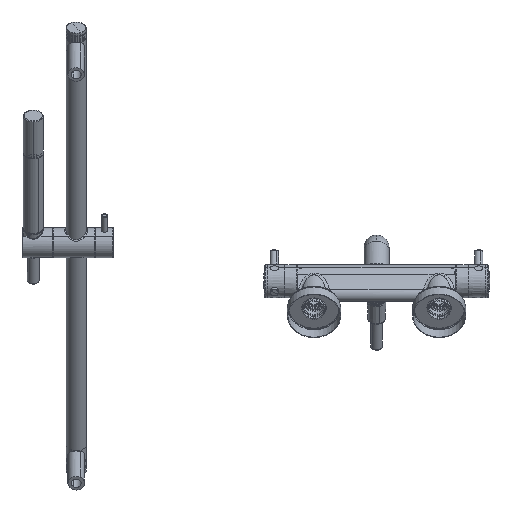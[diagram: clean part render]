
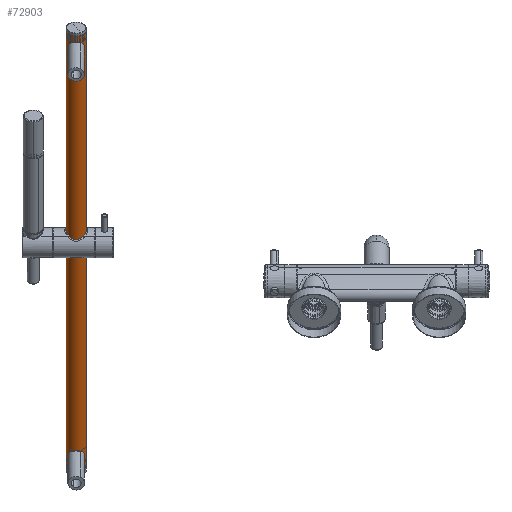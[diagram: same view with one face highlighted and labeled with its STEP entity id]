
A CAD part, isometric view. The second image highlights one B-rep face of the part: STEP entity #72903.
In plain terms, the highlighted cylindrical face has radius 12 mm (diameter 24 mm), a partial arc.
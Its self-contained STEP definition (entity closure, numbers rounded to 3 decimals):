
#72748=CARTESIAN_POINT('Axis2P3D Location',(0.,0.,160.5)) ;
#72753=CARTESIAN_POINT('Line Origine',(-12.,0.,160.5)) ;
#72757=CARTESIAN_POINT('Vertex',(-12.,0.,321.)) ;
#72759=CARTESIAN_POINT('Vertex',(-12.,0.,-321.)) ;
#72762=CARTESIAN_POINT('Axis2P3D Location',(0.,0.,-321.)) ;
#72766=CARTESIAN_POINT('Vertex',(12.,0.,-321.)) ;
#72769=CARTESIAN_POINT('Line Origine',(12.,0.,160.5)) ;
#72773=CARTESIAN_POINT('Vertex',(12.,0.,321.)) ;
#72776=CARTESIAN_POINT('Axis2P3D Location',(0.,0.,321.)) ;
#72787=CARTESIAN_POINT('Line Origine',(5.,-10.909,160.5)) ;
#72791=CARTESIAN_POINT('Vertex',(5.,-10.909,-297.75)) ;
#72793=CARTESIAN_POINT('Vertex',(5.,-10.909,-302.25)) ;
#72797=CARTESIAN_POINT('Control Point',(-5.,-10.909,-302.25)) ;
#72798=CARTESIAN_POINT('Control Point',(-5.,-10.909,-303.014)) ;
#72799=CARTESIAN_POINT('Control Point',(-4.854,-10.976,-303.777)) ;
#72800=CARTESIAN_POINT('Control Point',(-4.563,-11.109,-304.493)) ;
#72801=CARTESIAN_POINT('Control Point',(-3.677,-11.459,-305.875)) ;
#72802=CARTESIAN_POINT('Control Point',(-2.317,-11.814,-306.81)) ;
#72803=CARTESIAN_POINT('Control Point',(-1.475,-11.961,-307.155)) ;
#72804=CARTESIAN_POINT('Control Point',(0.391,-12.082,-307.447)) ;
#72805=CARTESIAN_POINT('Control Point',(2.194,-11.853,-306.896)) ;
#72806=CARTESIAN_POINT('Control Point',(3.022,-11.65,-306.396)) ;
#72807=CARTESIAN_POINT('Control Point',(4.118,-11.291,-305.335)) ;
#72808=CARTESIAN_POINT('Control Point',(4.752,-11.023,-303.956)) ;
#72809=CARTESIAN_POINT('Control Point',(4.917,-10.947,-303.4)) ;
#72810=CARTESIAN_POINT('Control Point',(5.,-10.909,-302.825)) ;
#72811=CARTESIAN_POINT('Control Point',(5.,-10.909,-302.25)) ;
#72812=CARTESIAN_POINT('Vertex',(-5.,-10.909,-302.25)) ;
#72815=CARTESIAN_POINT('Line Origine',(-5.,-10.909,160.5)) ;
#72819=CARTESIAN_POINT('Vertex',(-5.,-10.909,-297.75)) ;
#72823=CARTESIAN_POINT('Control Point',(5.,-10.909,-297.75)) ;
#72824=CARTESIAN_POINT('Control Point',(5.,-10.909,-296.986)) ;
#72825=CARTESIAN_POINT('Control Point',(4.854,-10.976,-296.223)) ;
#72826=CARTESIAN_POINT('Control Point',(4.563,-11.109,-295.507)) ;
#72827=CARTESIAN_POINT('Control Point',(3.677,-11.459,-294.125)) ;
#72828=CARTESIAN_POINT('Control Point',(2.317,-11.814,-293.19)) ;
#72829=CARTESIAN_POINT('Control Point',(1.475,-11.961,-292.845)) ;
#72830=CARTESIAN_POINT('Control Point',(-0.391,-12.082,-292.553)) ;
#72831=CARTESIAN_POINT('Control Point',(-2.194,-11.853,-293.104)) ;
#72832=CARTESIAN_POINT('Control Point',(-3.022,-11.65,-293.604)) ;
#72833=CARTESIAN_POINT('Control Point',(-4.118,-11.291,-294.665)) ;
#72834=CARTESIAN_POINT('Control Point',(-4.752,-11.023,-296.044)) ;
#72835=CARTESIAN_POINT('Control Point',(-4.917,-10.947,-296.6)) ;
#72836=CARTESIAN_POINT('Control Point',(-5.,-10.909,-297.175)) ;
#72837=CARTESIAN_POINT('Control Point',(-5.,-10.909,-297.75)) ;
#72845=CARTESIAN_POINT('Line Origine',(-5.,-10.909,160.5)) ;
#72849=CARTESIAN_POINT('Vertex',(-5.,-10.909,302.25)) ;
#72851=CARTESIAN_POINT('Vertex',(-5.,-10.909,297.75)) ;
#72855=CARTESIAN_POINT('Control Point',(-5.,-10.909,302.25)) ;
#72856=CARTESIAN_POINT('Control Point',(-5.,-10.909,303.014)) ;
#72857=CARTESIAN_POINT('Control Point',(-4.854,-10.976,303.777)) ;
#72858=CARTESIAN_POINT('Control Point',(-4.563,-11.109,304.493)) ;
#72859=CARTESIAN_POINT('Control Point',(-3.677,-11.459,305.875)) ;
#72860=CARTESIAN_POINT('Control Point',(-2.317,-11.814,306.81)) ;
#72861=CARTESIAN_POINT('Control Point',(-1.475,-11.961,307.155)) ;
#72862=CARTESIAN_POINT('Control Point',(0.391,-12.082,307.447)) ;
#72863=CARTESIAN_POINT('Control Point',(2.194,-11.853,306.896)) ;
#72864=CARTESIAN_POINT('Control Point',(3.022,-11.65,306.396)) ;
#72865=CARTESIAN_POINT('Control Point',(4.118,-11.291,305.335)) ;
#72866=CARTESIAN_POINT('Control Point',(4.752,-11.023,303.956)) ;
#72867=CARTESIAN_POINT('Control Point',(4.917,-10.947,303.4)) ;
#72868=CARTESIAN_POINT('Control Point',(5.,-10.909,302.825)) ;
#72869=CARTESIAN_POINT('Control Point',(5.,-10.909,302.25)) ;
#72870=CARTESIAN_POINT('Vertex',(5.,-10.909,302.25)) ;
#72873=CARTESIAN_POINT('Line Origine',(5.,-10.909,160.5)) ;
#72877=CARTESIAN_POINT('Vertex',(5.,-10.909,297.75)) ;
#72881=CARTESIAN_POINT('Control Point',(5.,-10.909,297.75)) ;
#72882=CARTESIAN_POINT('Control Point',(5.,-10.909,296.986)) ;
#72883=CARTESIAN_POINT('Control Point',(4.854,-10.976,296.223)) ;
#72884=CARTESIAN_POINT('Control Point',(4.563,-11.109,295.507)) ;
#72885=CARTESIAN_POINT('Control Point',(3.677,-11.459,294.125)) ;
#72886=CARTESIAN_POINT('Control Point',(2.317,-11.814,293.19)) ;
#72887=CARTESIAN_POINT('Control Point',(1.475,-11.961,292.845)) ;
#72888=CARTESIAN_POINT('Control Point',(-0.391,-12.082,292.553)) ;
#72889=CARTESIAN_POINT('Control Point',(-2.194,-11.853,293.104)) ;
#72890=CARTESIAN_POINT('Control Point',(-3.022,-11.65,293.604)) ;
#72891=CARTESIAN_POINT('Control Point',(-4.118,-11.291,294.665)) ;
#72892=CARTESIAN_POINT('Control Point',(-4.752,-11.023,296.044)) ;
#72893=CARTESIAN_POINT('Control Point',(-4.917,-10.947,296.6)) ;
#72894=CARTESIAN_POINT('Control Point',(-5.,-10.909,297.175)) ;
#72895=CARTESIAN_POINT('Control Point',(-5.,-10.909,297.75)) ;
#72755=VECTOR('Line Direction',#72754,1.) ;
#72771=VECTOR('Line Direction',#72770,1.) ;
#72789=VECTOR('Line Direction',#72788,1.) ;
#72817=VECTOR('Line Direction',#72816,1.) ;
#72847=VECTOR('Line Direction',#72846,1.) ;
#72875=VECTOR('Line Direction',#72874,1.) ;
#72749=DIRECTION('Axis2P3D Direction',(0.,0.,1.)) ;
#72750=DIRECTION('Axis2P3D XDirection',(1.,0.,0.)) ;
#72754=DIRECTION('Vector Direction',(0.,0.,1.)) ;
#72763=DIRECTION('Axis2P3D Direction',(0.,0.,1.)) ;
#72770=DIRECTION('Vector Direction',(0.,0.,1.)) ;
#72777=DIRECTION('Axis2P3D Direction',(0.,0.,1.)) ;
#72788=DIRECTION('Vector Direction',(0.,0.,1.)) ;
#72816=DIRECTION('Vector Direction',(0.,0.,1.)) ;
#72846=DIRECTION('Vector Direction',(0.,0.,1.)) ;
#72874=DIRECTION('Vector Direction',(0.,0.,1.)) ;
#72751=AXIS2_PLACEMENT_3D('Cylinder Axis2P3D',#72748,#72749,#72750) ;
#72764=AXIS2_PLACEMENT_3D('Circle Axis2P3D',#72762,#72763,$) ;
#72778=AXIS2_PLACEMENT_3D('Circle Axis2P3D',#72776,#72777,$) ;
#72756=LINE('Line',#72753,#72755) ;
#72772=LINE('Line',#72769,#72771) ;
#72790=LINE('Line',#72787,#72789) ;
#72818=LINE('Line',#72815,#72817) ;
#72848=LINE('Line',#72845,#72847) ;
#72876=LINE('Line',#72873,#72875) ;
#72765=CIRCLE('generated circle',#72764,12.) ;
#72779=CIRCLE('generated circle',#72778,12.) ;
#72752=CYLINDRICAL_SURFACE('generated cylinder',#72751,12.) ;
#72844=FACE_BOUND('',#72839,.T.) ;
#72902=FACE_BOUND('',#72897,.T.) ;
#72761=EDGE_CURVE('',#72758,#72760,#72756,.F.) ;
#72768=EDGE_CURVE('',#72760,#72767,#72765,.T.) ;
#72775=EDGE_CURVE('',#72774,#72767,#72772,.F.) ;
#72780=EDGE_CURVE('',#72758,#72774,#72779,.T.) ;
#72795=EDGE_CURVE('',#72792,#72794,#72790,.F.) ;
#72814=EDGE_CURVE('',#72813,#72794,#72796,.T.) ;
#72821=EDGE_CURVE('',#72813,#72820,#72818,.T.) ;
#72838=EDGE_CURVE('',#72792,#72820,#72822,.T.) ;
#72853=EDGE_CURVE('',#72850,#72852,#72848,.F.) ;
#72872=EDGE_CURVE('',#72850,#72871,#72854,.T.) ;
#72879=EDGE_CURVE('',#72878,#72871,#72876,.T.) ;
#72896=EDGE_CURVE('',#72878,#72852,#72880,.T.) ;
#72782=ORIENTED_EDGE('',*,*,#72761,.T.) ;
#72783=ORIENTED_EDGE('',*,*,#72768,.T.) ;
#72784=ORIENTED_EDGE('',*,*,#72775,.F.) ;
#72785=ORIENTED_EDGE('',*,*,#72780,.F.) ;
#72840=ORIENTED_EDGE('',*,*,#72795,.T.) ;
#72841=ORIENTED_EDGE('',*,*,#72814,.F.) ;
#72842=ORIENTED_EDGE('',*,*,#72821,.T.) ;
#72843=ORIENTED_EDGE('',*,*,#72838,.F.) ;
#72898=ORIENTED_EDGE('',*,*,#72853,.F.) ;
#72899=ORIENTED_EDGE('',*,*,#72872,.T.) ;
#72900=ORIENTED_EDGE('',*,*,#72879,.F.) ;
#72901=ORIENTED_EDGE('',*,*,#72896,.T.) ;
#72781=EDGE_LOOP('',(#72782,#72783,#72784,#72785)) ;
#72839=EDGE_LOOP('',(#72840,#72841,#72842,#72843)) ;
#72897=EDGE_LOOP('',(#72898,#72899,#72900,#72901)) ;
#72758=VERTEX_POINT('',#72757) ;
#72760=VERTEX_POINT('',#72759) ;
#72767=VERTEX_POINT('',#72766) ;
#72774=VERTEX_POINT('',#72773) ;
#72792=VERTEX_POINT('',#72791) ;
#72794=VERTEX_POINT('',#72793) ;
#72813=VERTEX_POINT('',#72812) ;
#72820=VERTEX_POINT('',#72819) ;
#72850=VERTEX_POINT('',#72849) ;
#72852=VERTEX_POINT('',#72851) ;
#72871=VERTEX_POINT('',#72870) ;
#72878=VERTEX_POINT('',#72877) ;
#72903=ADVANCED_FACE('P46108.1\\PartBody',(#72786,#72844,#72902),#72752,.T.) ;
#72796=B_SPLINE_CURVE_WITH_KNOTS('',5,(#72797,#72798,#72799,#72800,#72801,#72802,#72803,#72804,#72805,#72806,#72807,#72808,#72809,#72810,#72811),.UNSPECIFIED.,.F.,.U.,(6,3,3,3,6),(0.,5.399,11.68,18.408,22.475),.UNSPECIFIED.) ;
#72822=B_SPLINE_CURVE_WITH_KNOTS('',5,(#72823,#72824,#72825,#72826,#72827,#72828,#72829,#72830,#72831,#72832,#72833,#72834,#72835,#72836,#72837),.UNSPECIFIED.,.F.,.U.,(6,3,3,3,6),(0.,5.399,11.68,18.408,22.475),.UNSPECIFIED.) ;
#72854=B_SPLINE_CURVE_WITH_KNOTS('',5,(#72855,#72856,#72857,#72858,#72859,#72860,#72861,#72862,#72863,#72864,#72865,#72866,#72867,#72868,#72869),.UNSPECIFIED.,.F.,.U.,(6,3,3,3,6),(0.,5.399,11.68,18.408,22.475),.UNSPECIFIED.) ;
#72880=B_SPLINE_CURVE_WITH_KNOTS('',5,(#72881,#72882,#72883,#72884,#72885,#72886,#72887,#72888,#72889,#72890,#72891,#72892,#72893,#72894,#72895),.UNSPECIFIED.,.F.,.U.,(6,3,3,3,6),(0.,5.399,11.68,18.408,22.475),.UNSPECIFIED.) ;
#72786=FACE_OUTER_BOUND('',#72781,.T.) ;
